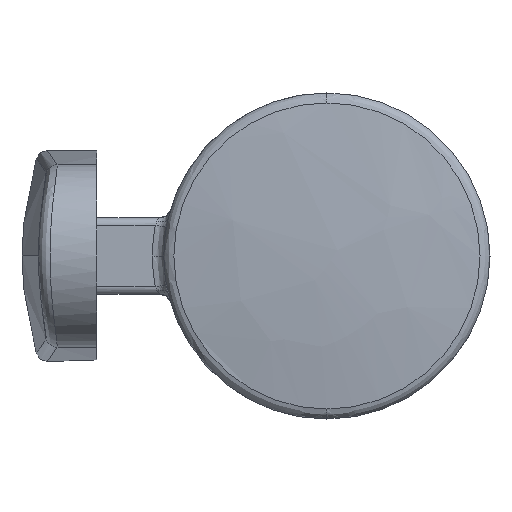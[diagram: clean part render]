
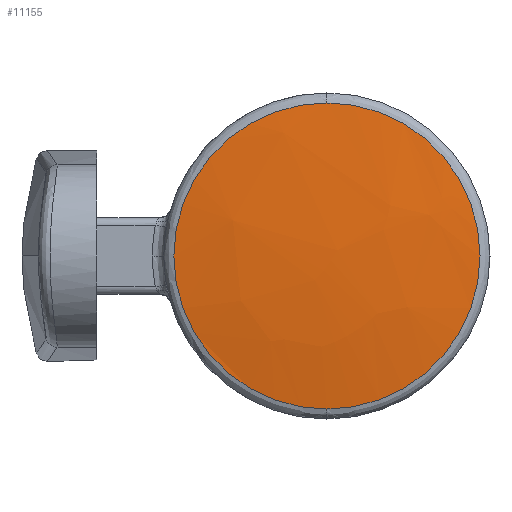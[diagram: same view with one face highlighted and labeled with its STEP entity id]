
A CAD part, left-side view. The second image highlights one B-rep face of the part: STEP entity #11155.
In plain terms, the highlighted free-form (B-spline) face has degree [3, 3] with [4, 7] control points.
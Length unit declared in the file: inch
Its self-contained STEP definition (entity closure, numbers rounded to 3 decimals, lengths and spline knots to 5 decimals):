
#900 = CARTESIAN_POINT ( 'NONE',  ( 13.60101, 0.57509, 0.65557 ) ) ;
#1696 = CARTESIAN_POINT ( 'NONE',  ( 13.61688, 0.70779, 0.68057 ) ) ;
#2741 = CARTESIAN_POINT ( 'NONE',  ( 13.62337, 0.80097, 0.78504 ) ) ;
#3674 = CARTESIAN_POINT ( 'NONE',  ( 13.6155, 0.55492, 0.74803 ) ) ;
#4450 = DIRECTION ( 'NONE',  ( 1., 0., 0. ) ) ;
#6748 = CARTESIAN_POINT ( 'NONE',  ( 13.67958, 0.96963, 0.98724 ) ) ;
#8471 = EDGE_LOOP ( 'NONE', ( #23158, #51570 ) ) ;
#11155 = ADVANCED_FACE ( 'NONE', ( #42189 ), #31039, .T. ) ;
#12356 = DIRECTION ( 'NONE',  ( 1., 0., 0. ) ) ;
#13426 = CARTESIAN_POINT ( 'NONE',  ( 13.61694, 0.70916, 0.68264 ) ) ;
#14475 = CARTESIAN_POINT ( 'NONE',  ( 13.69939, 1.01935, 0.75388 ) ) ;
#19497 = CARTESIAN_POINT ( 'NONE',  ( 13.62512, 0.54631, 0.96533 ) ) ;
#22345 = VERTEX_POINT ( 'NONE', #31500 ) ;
#22473 = CARTESIAN_POINT ( 'NONE',  ( 13.61429, 0.3102, 0.60927 ) ) ;
#22995 = CARTESIAN_POINT ( 'NONE',  ( 13.62131, 0.74125, 0.95256 ) ) ;
#23158 = ORIENTED_EDGE ( 'NONE', *, *, #44689, .F. ) ;
#23257 = CARTESIAN_POINT ( 'NONE',  ( 13.60014, 0.44173, 0.63165 ) ) ;
#27004 = CARTESIAN_POINT ( 'NONE',  ( 13.63016, 0.81801, 0.7051 ) ) ;
#29414 = DIRECTION ( 'NONE',  ( 0., 0., -1. ) ) ;
#30208 = CARTESIAN_POINT ( 'NONE',  ( 13.61725, 0.71161, 0.68276 ) ) ;
#30729 = CARTESIAN_POINT ( 'NONE',  ( 13.59361, 0.46143, 0.79217 ) ) ;
#30988 = CARTESIAN_POINT ( 'NONE',  ( 13.65767, 0.92114, 0.72941 ) ) ;
#31039 =( BOUNDED_SURFACE ( )  B_SPLINE_SURFACE ( 3, 3, ( 
 ( #38180, #1696, #37648, #13426, #50428, #30208, #46449 ),
 ( #42451, #900, #34716, #43489, #31244, #2741, #27004 ),
 ( #51735, #23257, #30729, #50952, #22995, #42974, #30988 ),
 ( #51211, #22473, #47746, #19497, #47233, #6748, #14475 ) ),
 .UNSPECIFIED., .F., .F., .F. ) 
 B_SPLINE_SURFACE_WITH_KNOTS ( ( 4, 4 ),
 ( 4, 3, 4 ),
 ( 0., 1. ),
 ( 0., 0.5, 1. ),
 .UNSPECIFIED. ) 
 GEOMETRIC_REPRESENTATION_ITEM ( )  RATIONAL_B_SPLINE_SURFACE ( (
 ( 1., 0.729, 0.729, 1., 0.729, 0.729, 1.),
 ( 0.994, 0.724, 0.724, 0.994, 0.724, 0.724, 0.994),
 ( 0.994, 0.724, 0.724, 0.994, 0.724, 0.724, 0.994),
 ( 1., 0.729, 0.729, 1., 0.729, 0.729, 1.) ) ) 
 REPRESENTATION_ITEM ( '' )  SURFACE ( )  );
#31244 = CARTESIAN_POINT ( 'NONE',  ( 13.61174, 0.72686, 0.81817 ) ) ;
#31500 = CARTESIAN_POINT ( 'NONE',  ( 13.6155, 0.55492, 0.9051 ) ) ;
#34389 = CARTESIAN_POINT ( 'NONE',  ( 13.6155, 0.55492, 0.59096 ) ) ;
#34716 = CARTESIAN_POINT ( 'NONE',  ( 13.5977, 0.58508, 0.7369 ) ) ;
#36540 = CIRCLE ( 'NONE', #37379, 0.15707 ) ;
#37379 = AXIS2_PLACEMENT_3D ( 'NONE', #41636, #12356, #29414 ) ;
#37648 = CARTESIAN_POINT ( 'NONE',  ( 13.61682, 0.70796, 0.68195 ) ) ;
#38180 = CARTESIAN_POINT ( 'NONE',  ( 13.61706, 0.70879, 0.67963 ) ) ;
#40868 = AXIS2_PLACEMENT_3D ( 'NONE', #3674, #4450, #44416 ) ;
#41635 = EDGE_CURVE ( 'NONE', #22345, #47309, #36540, .T. ) ;
#41636 = CARTESIAN_POINT ( 'NONE',  ( 13.6155, 0.55492, 0.74803 ) ) ;
#42189 = FACE_OUTER_BOUND ( 'NONE', #8471, .T. ) ;
#42451 = CARTESIAN_POINT ( 'NONE',  ( 13.61196, 0.63414, 0.59972 ) ) ;
#42974 = CARTESIAN_POINT ( 'NONE',  ( 13.64428, 0.88753, 0.88717 ) ) ;
#43489 = CARTESIAN_POINT ( 'NONE',  ( 13.60472, 0.65597, 0.77754 ) ) ;
#44416 = DIRECTION ( 'NONE',  ( 0., 0., -1. ) ) ;
#44689 = EDGE_CURVE ( 'NONE', #47309, #22345, #46877, .T. ) ;
#46449 = CARTESIAN_POINT ( 'NONE',  ( 13.61737, 0.7119, 0.68141 ) ) ;
#46877 = CIRCLE ( 'NONE', #40868, 0.15707 ) ;
#47233 = CARTESIAN_POINT ( 'NONE',  ( 13.64561, 0.75326, 1.08396 ) ) ;
#47309 = VERTEX_POINT ( 'NONE', #34389 ) ;
#47746 = CARTESIAN_POINT ( 'NONE',  ( 13.60463, 0.33935, 0.84671 ) ) ;
#50428 = CARTESIAN_POINT ( 'NONE',  ( 13.61706, 0.71035, 0.68332 ) ) ;
#50952 = CARTESIAN_POINT ( 'NONE',  ( 13.60746, 0.60134, 0.87237 ) ) ;
#51211 = CARTESIAN_POINT ( 'NONE',  ( 13.64625, 0.48258, 0.44621 ) ) ;
#51570 = ORIENTED_EDGE ( 'NONE', *, *, #41635, .F. ) ;
#51735 = CARTESIAN_POINT ( 'NONE',  ( 13.62175, 0.55826, 0.52142 ) ) ;
